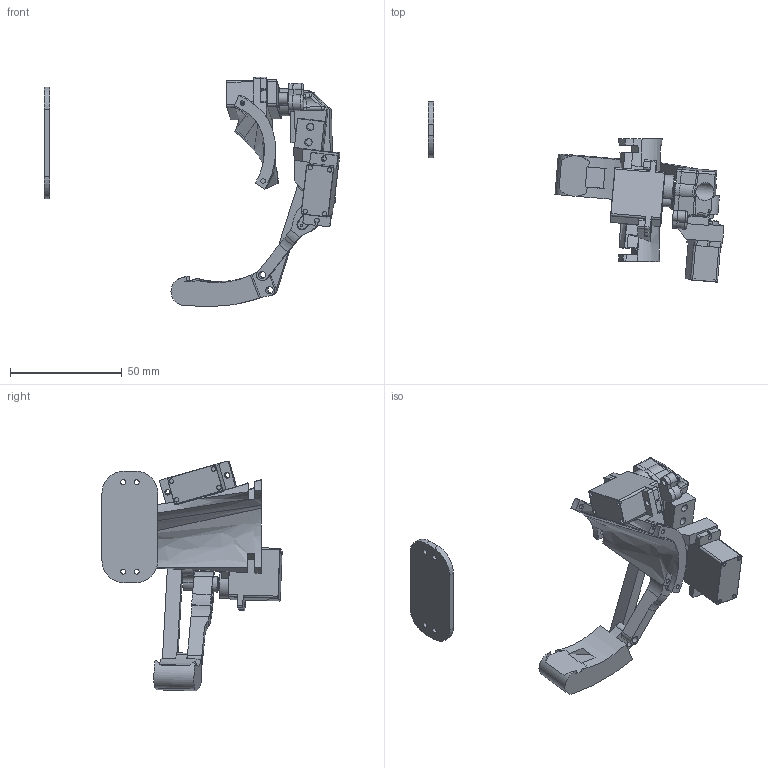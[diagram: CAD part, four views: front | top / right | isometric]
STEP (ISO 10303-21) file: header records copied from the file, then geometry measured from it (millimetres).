
FILE_DESCRIPTION(/* description */ ('STEP AP242','CAx-IF Rec.Pracs.---Representation and Presentation of Product Manufacturing Information (PMI)---4.0---2014-10-13','CAx-IF Rec.Pracs.---3D Tessellated Geometry---0.4---2014-09-14','2;1'),/* implementation_level */ '2;1');
FILE_NAME(/* name */ 'Assembly 1',/* time_stamp */ '2024-04-14T10:22:21Z',/* author */ (''),/* organization */ (''),/* preprocessor_version */ 'ST-DEVELOPER v20',/* originating_system */ ' ',/* authorisation */ ' ');
FILE_SCHEMA (('AP242_MANAGED_MODEL_BASED_3D_ENGINEERING_MIM_LF { 1 0 10303 442 1 1 4 }'));
Products named in the file (14): Assembly 1; clamp; Part 10; hand Mount; Extender; Micro Servo Head 2; Arm 2; Arm 1; Hand Model; Part 1; Micro Servo Head; Micro Servo Body; Micro Servo Body 2; Finger Tip
Assembly tree (13 placements, depth 2):
  Assembly 1
    clamp
    Part 10
    hand Mount
    Extender
    Micro Servo Head 2
    Arm 2
    Arm 1
    Hand Model
    Part 1
    Micro Servo Head
    Micro Servo Body
    Micro Servo Body 2
    Finger Tip
Bounding box: 132.44 x 80.59 x 102.86 mm (x, y, z)
Volume: 51815.3 mm3; surface area: 28458 mm2
Topology: 12 solids, 28 shells, 1767 faces, 4963 edges, 3253 vertices
Faces by surface type: plane 990, cylinder 586, bspline 81, cone 57, torus 44, sphere 9
Full cylindrical faces by diameter (mm): 1.2 x12, 1.6 x20, 2 x14, 2.1 x2, 2.2 x4, 2.5 x7, 2.8 x2, 3.1 x2, 3.3 x7, 4.6 x2, 4.7 x3, 5 x2, 6.9 x2, 8 x2
Entity records: 59885 total; most frequent: CARTESIAN_POINT 13759, DIRECTION 9542, ORIENTED_EDGE 9532, EDGE_CURVE 4766, AXIS2_PLACEMENT_3D 3304, VERTEX_POINT 3198, LINE 2934, VECTOR 2934
